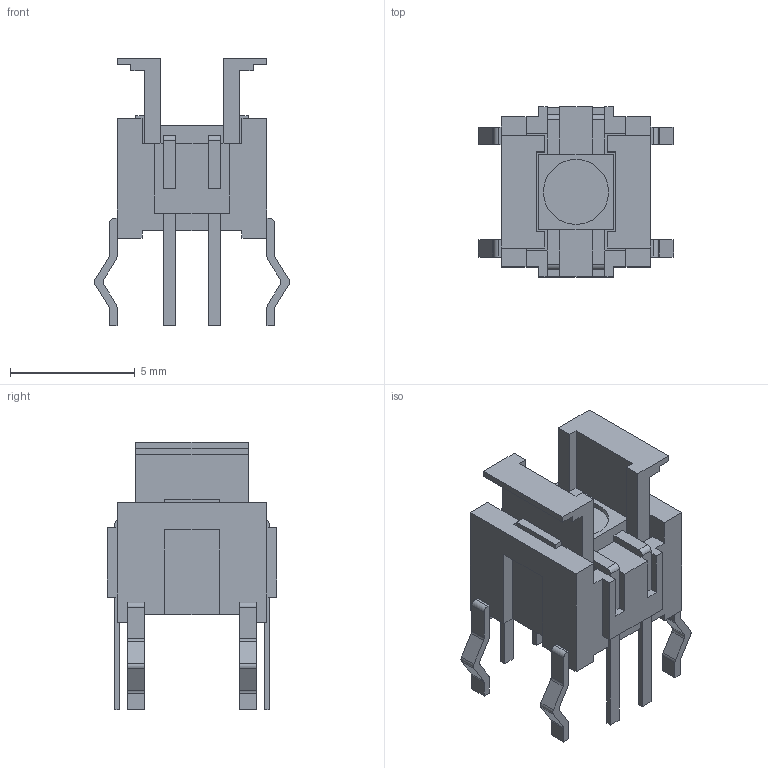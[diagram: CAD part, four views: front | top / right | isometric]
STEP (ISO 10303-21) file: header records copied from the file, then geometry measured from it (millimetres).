
FILE_DESCRIPTION(/* description */ (''),/* implementation_level */ '2;1');
FILE_NAME(/* name */ 'TC002-N11AXXX-RGB.step',/* time_stamp */ '2024-12-29T20:36:07+01:00',/* author */ (''),/* organization */ (''),/* preprocessor_version */ 'ST-DEVELOPER v20',/* originating_system */ 'Autodesk Translation Framework v13.20.0.188',/* authorisation */ '');
FILE_SCHEMA (('AUTOMOTIVE_DESIGN { 1 0 10303 214 3 1 1 }'));
Length unit declared in the file: millimetre
Products named in the file (6): TC002-N11AXXX-RGB; Component1; Component2; Component3; Component4; Component5
Assembly tree (5 placements, depth 2):
  TC002-N11AXXX-RGB
    Component1
    Component2
    Component3
    Component4
    Component5
Bounding box: 7.83 x 6.8 x 10.7 mm (x, y, z)
Volume: 160.3 mm3; surface area: 542.3 mm2
Topology: 12 solids, 12 shells, 242 faces, 675 edges, 450 vertices
Faces by surface type: plane 209, cylinder 33
Full cylindrical faces by diameter (mm): 2.6 x1
Entity records: 7877 total; most frequent: CARTESIAN_POINT 1378, ORIENTED_EDGE 1350, DIRECTION 1247, EDGE_CURVE 675, LINE 609, VECTOR 609, VERTEX_POINT 450, AXIS2_PLACEMENT_3D 319
